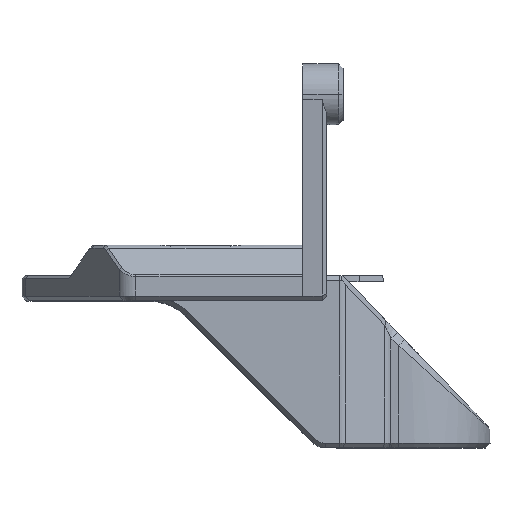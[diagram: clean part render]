
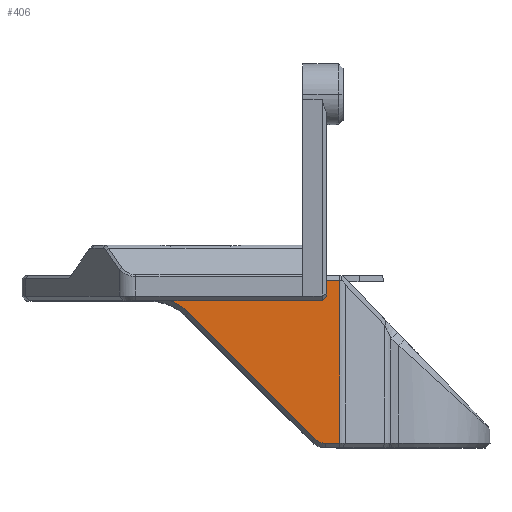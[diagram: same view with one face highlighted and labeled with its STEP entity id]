
A CAD part, top view. The second image highlights one B-rep face of the part: STEP entity #406.
In plain terms, the highlighted planar face has unit normal (0, 0, 1).
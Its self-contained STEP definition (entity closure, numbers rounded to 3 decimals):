
#135 = CARTESIAN_POINT ( 'NONE',  ( 25.016, -36.8, 42.633 ) ) ;
#244 = VERTEX_POINT ( 'NONE', #8021 ) ;
#249 = EDGE_CURVE ( 'NONE', #18155, #20882, #22183, .T. ) ;
#406 = ADVANCED_FACE ( 'NONE', ( #18872 ), #20344, .T. ) ;
#683 = CARTESIAN_POINT ( 'NONE',  ( 44.386, -35.25, 42.633 ) ) ;
#783 = ORIENTED_EDGE ( 'NONE', *, *, #18414, .T. ) ;
#909 = CARTESIAN_POINT ( 'NONE',  ( 29.552, -36.908, 42.633 ) ) ;
#977 = CARTESIAN_POINT ( 'NONE',  ( 18.486, -35.25, 42.633 ) ) ;
#1138 = CARTESIAN_POINT ( 'NONE',  ( 44.386, -36.8, 42.633 ) ) ;
#1252 = CARTESIAN_POINT ( 'NONE',  ( 29.514, -36.893, 42.633 ) ) ;
#1350 = VECTOR ( 'NONE', #11289, 1000. ) ;
#1535 = CARTESIAN_POINT ( 'NONE',  ( 45.678, -51.3, 42.633 ) ) ;
#1595 = ORIENTED_EDGE ( 'NONE', *, *, #21328, .T. ) ;
#1822 = CARTESIAN_POINT ( 'NONE',  ( 29.075, -34.75, 42.633 ) ) ;
#2145 = VECTOR ( 'NONE', #14526, 1000. ) ;
#2488 = VERTEX_POINT ( 'NONE', #683 ) ;
#2517 = EDGE_CURVE ( 'NONE', #20834, #19615, #9374, .T. ) ;
#2533 = CARTESIAN_POINT ( 'NONE',  ( 17.486, -34.75, 42.633 ) ) ;
#2593 = DIRECTION ( 'NONE',  ( 1., 0., 0. ) ) ;
#2639 = CARTESIAN_POINT ( 'NONE',  ( 29.884, -37.087, 42.633 ) ) ;
#3199 = ORIENTED_EDGE ( 'NONE', *, *, #13342, .T. ) ;
#3210 = VERTEX_POINT ( 'NONE', #16305 ) ;
#3740 = VECTOR ( 'NONE', #20266, 1000. ) ;
#3754 = CARTESIAN_POINT ( 'NONE',  ( 18.005, -29.615, 42.633 ) ) ;
#3802 = CARTESIAN_POINT ( 'NONE',  ( 30.719, -38.397, 42.633 ) ) ;
#3876 = B_SPLINE_CURVE_WITH_KNOTS ( 'NONE', 3,
 ( #2639, #13010, #9601, #4350, #909, #11417, #1252, #4906, #4795, #15312, #20213 ),
 .UNSPECIFIED., .F., .F.,
 ( 4, 1, 1, 1, 2, 2, 4 ),
 ( 0., 0.25, 0.375, 0.437, 0.469, 0.5, 1. ),
 .UNSPECIFIED. ) ;
#3883 = VECTOR ( 'NONE', #11076, 1000. ) ;
#4155 = VERTEX_POINT ( 'NONE', #1535 ) ;
#4184 = CARTESIAN_POINT ( 'NONE',  ( 17.486, -37.25, 42.633 ) ) ;
#4307 = CARTESIAN_POINT ( 'NONE',  ( 26.865, -42.25, 42.633 ) ) ;
#4350 = CARTESIAN_POINT ( 'NONE',  ( 29.605, -36.932, 42.633 ) ) ;
#4575 = DIRECTION ( 'NONE',  ( 1., 0., 0. ) ) ;
#4795 = CARTESIAN_POINT ( 'NONE',  ( 29.353, -36.829, 42.633 ) ) ;
#4811 = CARTESIAN_POINT ( 'NONE',  ( 25.016, -51.75, 42.633 ) ) ;
#4854 = CARTESIAN_POINT ( 'NONE',  ( 45.678, -35.25, 42.633 ) ) ;
#4906 = CARTESIAN_POINT ( 'NONE',  ( 29.509, -36.89, 42.633 ) ) ;
#4919 = CARTESIAN_POINT ( 'NONE',  ( 18.486, -51.75, 42.633 ) ) ;
#4958 = VECTOR ( 'NONE', #12753, 1000. ) ;
#5560 = VECTOR ( 'NONE', #11259, 1000. ) ;
#5847 = LINE ( 'NONE', #2533, #2145 ) ;
#6144 = CARTESIAN_POINT ( 'NONE',  ( 43.169, -50.846, 42.633 ) ) ;
#6175 = CARTESIAN_POINT ( 'NONE',  ( 44.265, -49.75, 42.633 ) ) ;
#6192 = CARTESIAN_POINT ( 'NONE',  ( 25.016, -34.75, 42.633 ) ) ;
#6403 = DIRECTION ( 'NONE',  ( 0., -1., 0. ) ) ;
#6445 = VERTEX_POINT ( 'NONE', #1822 ) ;
#6463 = AXIS2_PLACEMENT_3D ( 'NONE', #6175, #21832, #16465 ) ;
#6620 = EDGE_CURVE ( 'NONE', #3210, #20834, #16254, .T. ) ;
#6642 = CARTESIAN_POINT ( 'NONE',  ( 44.386, -36.8, 42.633 ) ) ;
#7418 = EDGE_CURVE ( 'NONE', #20882, #3210, #9338, .T. ) ;
#7497 = ORIENTED_EDGE ( 'NONE', *, *, #13843, .T. ) ;
#7503 = EDGE_CURVE ( 'NONE', #244, #16895, #11363, .T. ) ;
#7541 = EDGE_LOOP ( 'NONE', ( #7727, #8333, #1595, #7497, #14716, #22454, #13007, #8784, #16937, #3199, #783, #9522, #10136, #21655, #17093 ) ) ;
#7561 = VECTOR ( 'NONE', #21847, 1000. ) ;
#7727 = ORIENTED_EDGE ( 'NONE', *, *, #7503, .F. ) ;
#8021 = CARTESIAN_POINT ( 'NONE',  ( 30.145, -37.25, 42.633 ) ) ;
#8333 = ORIENTED_EDGE ( 'NONE', *, *, #10571, .T. ) ;
#8784 = ORIENTED_EDGE ( 'NONE', *, *, #6620, .T. ) ;
#9059 = DIRECTION ( 'NONE',  ( 1., 0., 0. ) ) ;
#9338 = LINE ( 'NONE', #9652, #3740 ) ;
#9374 = LINE ( 'NONE', #19764, #3883 ) ;
#9522 = ORIENTED_EDGE ( 'NONE', *, *, #17554, .T. ) ;
#9601 = CARTESIAN_POINT ( 'NONE',  ( 29.715, -36.986, 42.633 ) ) ;
#9619 = CARTESIAN_POINT ( 'NONE',  ( 45.678, -51.75, 42.633 ) ) ;
#9652 = CARTESIAN_POINT ( 'NONE',  ( 18.486, -36.8, 42.633 ) ) ;
#9673 = EDGE_CURVE ( 'NONE', #2488, #11179, #16630, .T. ) ;
#9950 = DIRECTION ( 'NONE',  ( 0., 0., 1. ) ) ;
#10136 = ORIENTED_EDGE ( 'NONE', *, *, #9673, .F. ) ;
#10559 = CARTESIAN_POINT ( 'NONE',  ( 44.265, -51.3, 42.633 ) ) ;
#10571 = EDGE_CURVE ( 'NONE', #244, #10877, #19840, .T. ) ;
#10845 = VECTOR ( 'NONE', #20053, 1000. ) ;
#10877 = VERTEX_POINT ( 'NONE', #20161 ) ;
#11076 = DIRECTION ( 'NONE',  ( 0.707, -0.707, 0. ) ) ;
#11179 = VERTEX_POINT ( 'NONE', #4854 ) ;
#11258 = CARTESIAN_POINT ( 'NONE',  ( 43.936, -37.25, 42.633 ) ) ;
#11259 = DIRECTION ( 'NONE',  ( 1., 0., 0. ) ) ;
#11289 = DIRECTION ( 'NONE',  ( 0., 1., 0. ) ) ;
#11311 = DIRECTION ( 'NONE',  ( -0.707, -0.707, 0. ) ) ;
#11363 = LINE ( 'NONE', #4184, #5560 ) ;
#11417 = CARTESIAN_POINT ( 'NONE',  ( 29.529, -36.899, 42.633 ) ) ;
#12296 = VECTOR ( 'NONE', #9059, 1000. ) ;
#12340 = AXIS2_PLACEMENT_3D ( 'NONE', #4919, #9950, #4575 ) ;
#12753 = DIRECTION ( 'NONE',  ( -0.846, 0.532, 0. ) ) ;
#12778 = VERTEX_POINT ( 'NONE', #6642 ) ;
#13007 = ORIENTED_EDGE ( 'NONE', *, *, #7418, .T. ) ;
#13010 = CARTESIAN_POINT ( 'NONE',  ( 29.815, -37.043, 42.633 ) ) ;
#13117 = LINE ( 'NONE', #1138, #15217 ) ;
#13342 = EDGE_CURVE ( 'NONE', #19615, #17120, #15587, .T. ) ;
#13843 = EDGE_CURVE ( 'NONE', #21086, #6445, #19862, .T. ) ;
#14524 = CARTESIAN_POINT ( 'NONE',  ( 18.486, -51.3, 42.633 ) ) ;
#14526 = DIRECTION ( 'NONE',  ( -1., 0., 0. ) ) ;
#14716 = ORIENTED_EDGE ( 'NONE', *, *, #21199, .T. ) ;
#14786 = LINE ( 'NONE', #21772, #10845 ) ;
#15217 = VECTOR ( 'NONE', #11311, 1000. ) ;
#15312 = CARTESIAN_POINT ( 'NONE',  ( 29.212, -36.8, 42.633 ) ) ;
#15587 = CIRCLE ( 'NONE', #6463, 1.55 ) ;
#15889 = AXIS2_PLACEMENT_3D ( 'NONE', #4307, #16633, #18245 ) ;
#16254 = CIRCLE ( 'NONE', #15889, 5.45 ) ;
#16305 = CARTESIAN_POINT ( 'NONE',  ( 26.865, -36.8, 42.633 ) ) ;
#16441 = CARTESIAN_POINT ( 'NONE',  ( 29.075, -51.75, 42.633 ) ) ;
#16464 = CARTESIAN_POINT ( 'NONE',  ( 29.075, -36.8, 42.633 ) ) ;
#16465 = DIRECTION ( 'NONE',  ( 1., 0., 0. ) ) ;
#16630 = LINE ( 'NONE', #977, #16987 ) ;
#16633 = DIRECTION ( 'NONE',  ( 0., 0., -1. ) ) ;
#16895 = VERTEX_POINT ( 'NONE', #11258 ) ;
#16937 = ORIENTED_EDGE ( 'NONE', *, *, #2517, .T. ) ;
#16953 = EDGE_CURVE ( 'NONE', #12778, #2488, #14786, .T. ) ;
#16987 = VECTOR ( 'NONE', #2593, 1000. ) ;
#17093 = ORIENTED_EDGE ( 'NONE', *, *, #18734, .T. ) ;
#17120 = VERTEX_POINT ( 'NONE', #10559 ) ;
#17554 = EDGE_CURVE ( 'NONE', #4155, #11179, #21629, .T. ) ;
#18155 = VERTEX_POINT ( 'NONE', #6192 ) ;
#18245 = DIRECTION ( 'NONE',  ( 1., 0., 0. ) ) ;
#18414 = EDGE_CURVE ( 'NONE', #17120, #4155, #19550, .T. ) ;
#18734 = EDGE_CURVE ( 'NONE', #12778, #16895, #13117, .T. ) ;
#18872 = FACE_OUTER_BOUND ( 'NONE', #7541, .T. ) ;
#19296 = VECTOR ( 'NONE', #6403, 1000. ) ;
#19550 = LINE ( 'NONE', #14524, #12296 ) ;
#19615 = VERTEX_POINT ( 'NONE', #6144 ) ;
#19764 = CARTESIAN_POINT ( 'NONE',  ( 31.279, -38.957, 42.633 ) ) ;
#19840 = LINE ( 'NONE', #3754, #4958 ) ;
#19862 = LINE ( 'NONE', #16441, #1350 ) ;
#20053 = DIRECTION ( 'NONE',  ( 0., 1., 0. ) ) ;
#20161 = CARTESIAN_POINT ( 'NONE',  ( 29.884, -37.087, 42.633 ) ) ;
#20213 = CARTESIAN_POINT ( 'NONE',  ( 29.075, -36.8, 42.633 ) ) ;
#20266 = DIRECTION ( 'NONE',  ( 1., 0., 0. ) ) ;
#20344 = PLANE ( 'NONE',  #12340 ) ;
#20834 = VERTEX_POINT ( 'NONE', #3802 ) ;
#20882 = VERTEX_POINT ( 'NONE', #135 ) ;
#21086 = VERTEX_POINT ( 'NONE', #16464 ) ;
#21199 = EDGE_CURVE ( 'NONE', #6445, #18155, #5847, .T. ) ;
#21328 = EDGE_CURVE ( 'NONE', #10877, #21086, #3876, .T. ) ;
#21629 = LINE ( 'NONE', #9619, #7561 ) ;
#21655 = ORIENTED_EDGE ( 'NONE', *, *, #16953, .F. ) ;
#21772 = CARTESIAN_POINT ( 'NONE',  ( 44.386, -35.75, 42.633 ) ) ;
#21832 = DIRECTION ( 'NONE',  ( 0., 0., 1. ) ) ;
#21847 = DIRECTION ( 'NONE',  ( 0., 1., 0. ) ) ;
#22183 = LINE ( 'NONE', #4811, #19296 ) ;
#22454 = ORIENTED_EDGE ( 'NONE', *, *, #249, .T. ) ;
